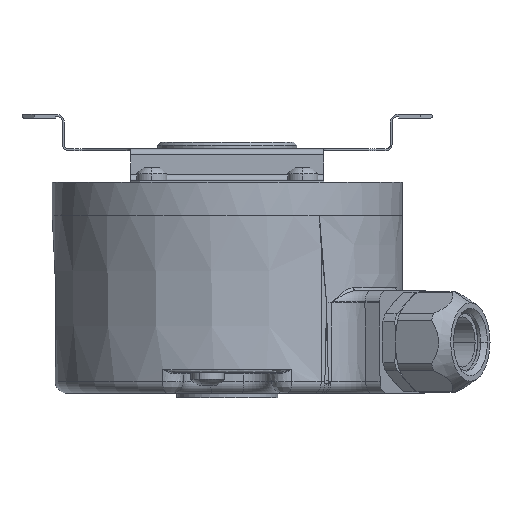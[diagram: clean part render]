
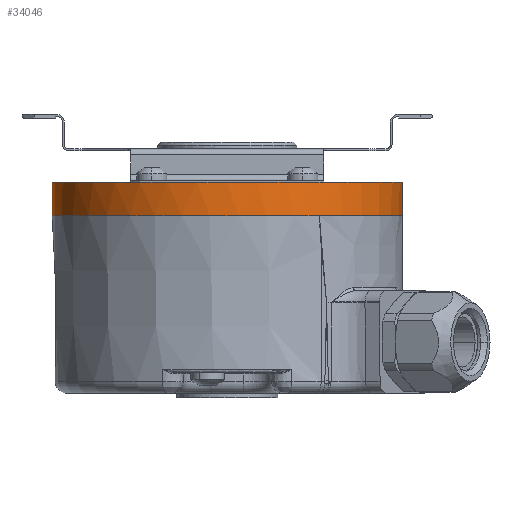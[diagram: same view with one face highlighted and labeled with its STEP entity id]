
A CAD part, front view. The second image highlights one B-rep face of the part: STEP entity #34046.
In plain terms, the highlighted cylindrical face has radius 29 mm (diameter 58 mm), a partial arc.
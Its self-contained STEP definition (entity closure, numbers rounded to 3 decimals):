
#9684=DIRECTION('',(0.,0.,1.));
#9685=VECTOR('',#9684,5.6);
#9686=CARTESIAN_POINT('',(29.,0.,12.4));
#9687=LINE('',#9686,#9685);
#9688=CARTESIAN_POINT('',(0.,0.,12.4));
#9689=DIRECTION('',(0.,0.,1.));
#9690=DIRECTION('',(-1.,0.,0.));
#9691=AXIS2_PLACEMENT_3D('',#9688,#9689,#9690);
#9693=DIRECTION('',(0.,0.,1.));
#9694=VECTOR('',#9693,5.6);
#9695=CARTESIAN_POINT('',(-29.,0.,12.4));
#9696=LINE('',#9695,#9694);
#9697=CARTESIAN_POINT('',(0.,0.,12.4));
#9698=DIRECTION('',(0.,0.,1.));
#9699=DIRECTION('',(1.,-0.029,0.));
#9700=AXIS2_PLACEMENT_3D('',#9697,#9698,#9699);
#9702=CARTESIAN_POINT('',(0.,0.,12.4));
#9703=DIRECTION('',(0.,0.,1.));
#9704=DIRECTION('',(0.525,-0.851,0.));
#9705=AXIS2_PLACEMENT_3D('',#9702,#9703,#9704);
#9712=CARTESIAN_POINT('',(0.,0.,18.));
#9713=DIRECTION('',(0.,0.,1.));
#9714=DIRECTION('',(-1.,0.,0.));
#9715=AXIS2_PLACEMENT_3D('',#9712,#9713,#9714);
#19048=CARTESIAN_POINT('',(29.,0.,18.));
#19049=CARTESIAN_POINT('',(-29.,0.,18.));
#19050=VERTEX_POINT('',#19048);
#19051=VERTEX_POINT('',#19049);
#21922=CARTESIAN_POINT('',(29.,0.,12.4));
#21923=CARTESIAN_POINT('',(-29.,0.,12.4));
#21924=VERTEX_POINT('',#21922);
#21925=VERTEX_POINT('',#21923);
#21926=CARTESIAN_POINT('',(15.228,-24.68,12.4));
#21927=VERTEX_POINT('',#21926);
#21928=CARTESIAN_POINT('',(28.988,-0.848,12.4));
#21929=VERTEX_POINT('',#21928);
#34031=CARTESIAN_POINT('',(0.,0.,0.));
#34032=DIRECTION('',(0.,0.,1.));
#34033=DIRECTION('',(1.,0.,0.));
#34034=AXIS2_PLACEMENT_3D('',#34031,#34032,#34033);
#34035=CYLINDRICAL_SURFACE('',#34034,29.);
#34036=ORIENTED_EDGE('',*,*,#33977,.F.);
#34037=ORIENTED_EDGE('',*,*,#34026,.T.);
#34039=ORIENTED_EDGE('',*,*,#34038,.T.);
#34040=ORIENTED_EDGE('',*,*,#34022,.F.);
#34041=ORIENTED_EDGE('',*,*,#34011,.F.);
#34043=ORIENTED_EDGE('',*,*,#34042,.F.);
#34044=EDGE_LOOP('',(#34036,#34037,#34039,#34040,#34041,#34043));
#34045=FACE_OUTER_BOUND('',#34044,.F.);
#9692=CIRCLE('',#9691,29.);
#9701=CIRCLE('',#9700,29.);
#9706=CIRCLE('',#9705,29.);
#9716=CIRCLE('',#9715,29.);
#33977=EDGE_CURVE('',#21925,#21927,#9692,.T.);
#34011=EDGE_CURVE('',#21929,#21924,#9701,.T.);
#34022=EDGE_CURVE('',#21924,#19050,#9687,.T.);
#34026=EDGE_CURVE('',#21925,#19051,#9696,.T.);
#34038=EDGE_CURVE('',#19051,#19050,#9716,.T.);
#34042=EDGE_CURVE('',#21927,#21929,#9706,.T.);
#34046=ADVANCED_FACE('',(#34045),#34035,.T.);
